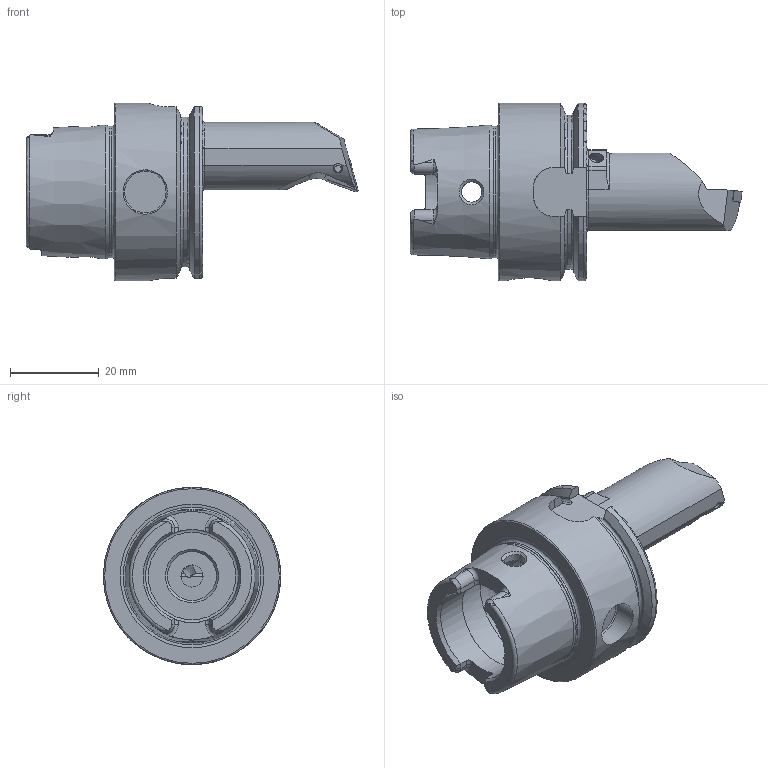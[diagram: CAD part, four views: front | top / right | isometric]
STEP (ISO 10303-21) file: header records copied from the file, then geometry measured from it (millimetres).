
FILE_DESCRIPTION (( 'STEP AP214' ), '1' );
FILE_NAME ('HA4.KDA.RQB.055-F0.STEP', '2020-10-13T09:45:49', ( '' ), ( '' ), 'SwSTEP 2.0', 'SolidWorks 2017', '' );
FILE_SCHEMA (( 'AUTOMOTIVE_DESIGN' ));
Length unit declared in the file: millimetre
Products named in the file (5): HA4.KDA.RQB.055-F0; KVT_MB_600_030; WCA-ER2.001.006_A; HA4-KDA.RQB.055-F0_A; DCMT070204
Assembly tree (4 placements, depth 2):
  HA4.KDA.RQB.055-F0
    HA4-KDA.RQB.055-F0_A
    KVT_MB_600_030
    DCMT070204
    WCA-ER2.001.006_A
Bounding box: 74.9 x 40 x 40 mm (x, y, z)
Volume: 29601.7 mm3; surface area: 11640.4 mm2
Topology: 5 solids, 5 shells, 246 faces, 639 edges, 402 vertices
Faces by surface type: plane 83, cylinder 68, cone 47, torus 32, bspline 14, sphere 2
Full cylindrical faces by diameter (mm): 2.05 x1, 2.381 x1, 2.5 x3, 2.8 x1, 3 x3, 3.3 x1, 3.4 x1, 3.85 x1, 4.6 x2, 5 x1, 10 x1, 11 x1, 12.5 x1, 21 x2, 25.5 x1, 29.707 x1, 40 x1
Entity records: 8836 total; most frequent: CARTESIAN_POINT 3200, ORIENTED_EDGE 1118, DIRECTION 1058, EDGE_CURVE 559, AXIS2_PLACEMENT_3D 426, VERTEX_POINT 383, EDGE_LOOP 318, FACE_OUTER_BOUND 281
